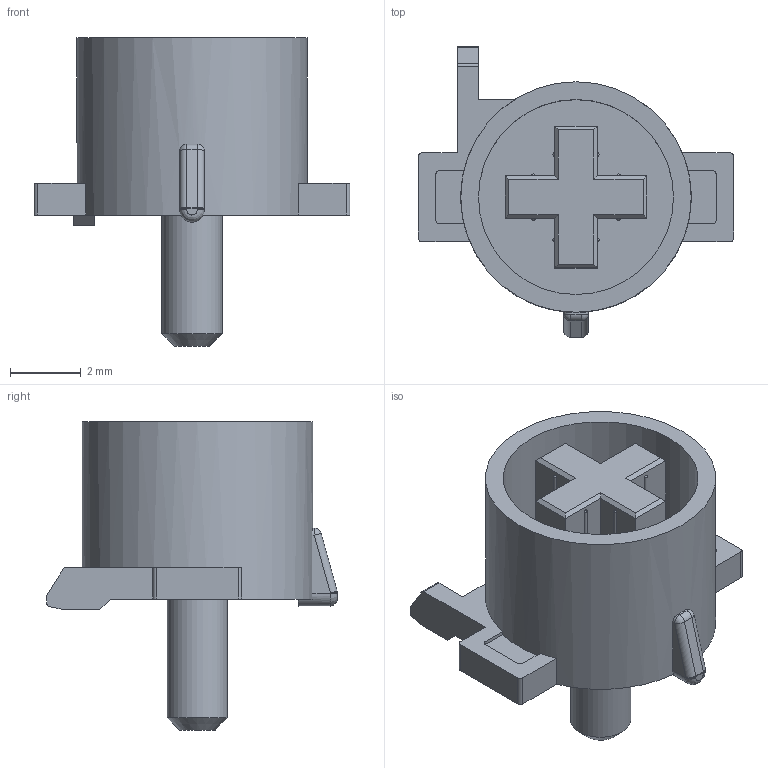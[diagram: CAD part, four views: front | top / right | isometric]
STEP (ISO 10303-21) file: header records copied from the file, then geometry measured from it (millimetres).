
FILE_DESCRIPTION(('FreeCAD Model'),'2;1');
FILE_NAME('Open CASCADE Shape Model','2024-08-12T16:47:48',(''),(''), 'Open CASCADE STEP processor 7.6','FreeCAD','Unknown');
FILE_SCHEMA(('AUTOMOTIVE_DESIGN { 1 0 10303 214 1 1 1 1 }'));
Length unit declared in the file: millimetre
Products named in the file (1): stem_wizard
Bounding box: 8.9 x 8.2 x 8.7 mm (x, y, z)
Volume: 123.9 mm3; surface area: 343.3 mm2
Topology: 1 solids, 1 shells, 126 faces, 345 edges, 215 vertices
Faces by surface type: plane 71, cylinder 41, sphere 10, bspline 2, revolution 1, cone 1
Full cylindrical faces by diameter (mm): 1.7 x1, 3.5 x1, 4.5 x1, 5.5 x1, 6.5 x1
Entity records: 4000 total; most frequent: CARTESIAN_POINT 788, DIRECTION 674, ORIENTED_EDGE 666, EDGE_CURVE 333, AXIS2_PLACEMENT_3D 226, LINE 221, VECTOR 221, VERTEX_POINT 215
